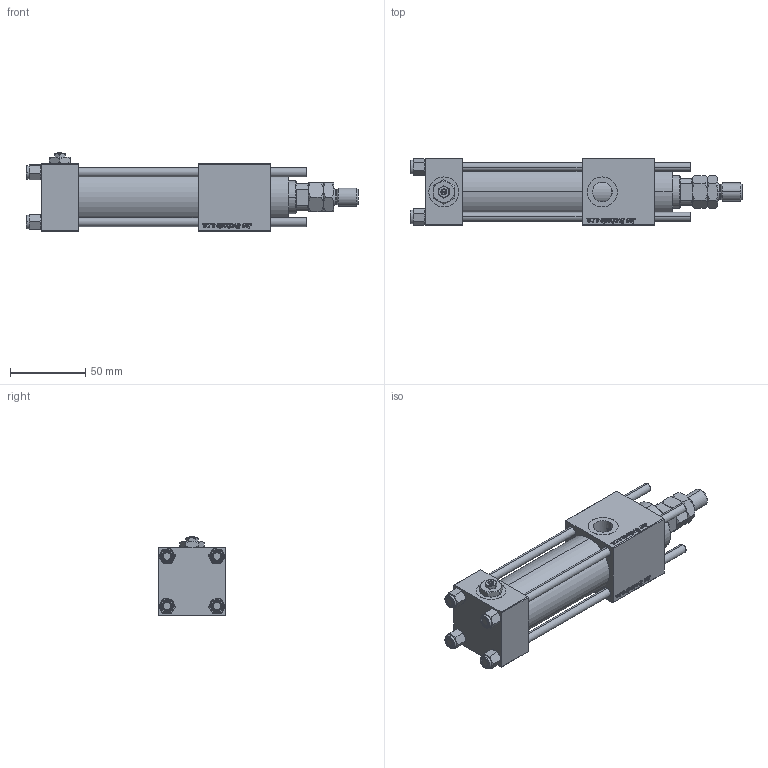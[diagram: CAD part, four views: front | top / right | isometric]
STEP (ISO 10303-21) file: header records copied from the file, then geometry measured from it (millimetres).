
FILE_DESCRIPTION (( 'STEP AP203' ), '1' );
FILE_NAME ('8b35.STEP', '2022-04-15T01:18:34', ( '' ), ( '' ), 'SwSTEP 2.0', 'SolidWorks 2019', '' );
FILE_SCHEMA (( 'CONFIG_CONTROL_DESIGN' ));
Length unit declared in the file: millimetre
Products named in the file (8): 8b35; V215CR_B-1 51f70e114e8972e7b70263a8cf0513fa; V215_VC_A 51f70e114e8972e7b70263a8cf0513fa; V215CR_VCP_B 51f70e114e8972e7b70263a8cf0513fa; NUT_M5_B 51f70e114e8972e7b70263a8cf0513fa; V215CR_B_TYCINKA 51f70e114e8972e7b70263a8cf0513fa; Zatka_pro_OIL_PORT 51f70e114e8972e7b70263a8cf0513fa; MTA 51f70e114e8972e7b70263a8cf0513fa
Assembly tree (13 placements, depth 2):
  8b35
    V215CR_B-1 51f70e114e8972e7b70263a8cf0513fa
    V215CR_VCP_B 51f70e114e8972e7b70263a8cf0513fa
    NUT_M5_B 51f70e114e8972e7b70263a8cf0513fa  x4
    V215CR_B_TYCINKA 51f70e114e8972e7b70263a8cf0513fa  x4
    V215_VC_A 51f70e114e8972e7b70263a8cf0513fa
    MTA 51f70e114e8972e7b70263a8cf0513fa
    Zatka_pro_OIL_PORT 51f70e114e8972e7b70263a8cf0513fa
Bounding box: 221 x 45 x 52 mm (x, y, z)
Volume: 245153.1 mm3; surface area: 91118.8 mm2
Topology: 13 solids, 13 shells, 1257 faces, 3158 edges, 2033 vertices
Faces by surface type: bspline 504, plane 469, cone 186, cylinder 88, torus 10
Entity records: 60130 total; most frequent: CARTESIAN_POINT 35103, ORIENTED_EDGE 5808, DIRECTION 3312, EDGE_CURVE 2904, VERTEX_POINT 1889, VECTOR 1508, LINE 1508, EDGE_LOOP 1265
